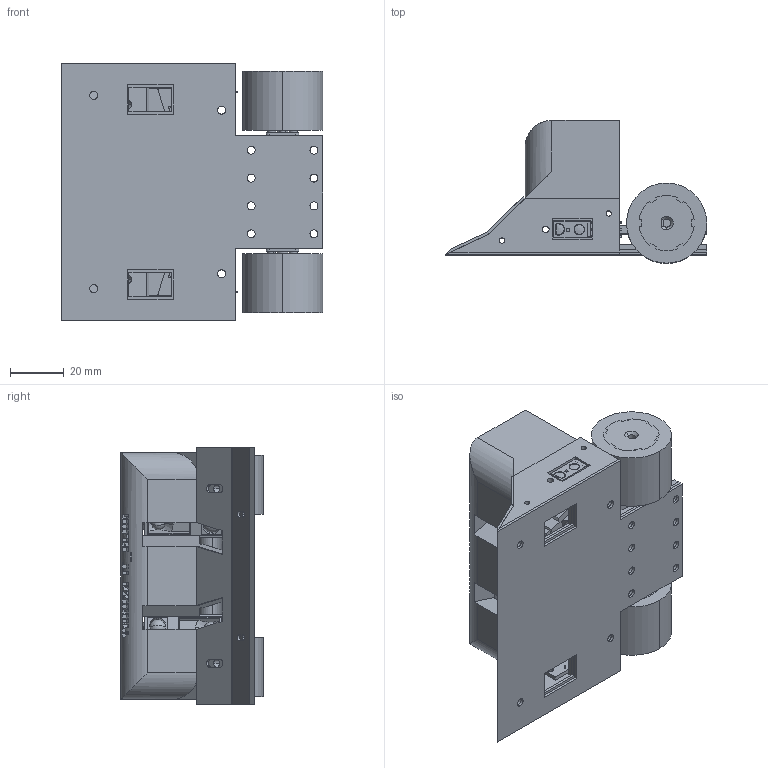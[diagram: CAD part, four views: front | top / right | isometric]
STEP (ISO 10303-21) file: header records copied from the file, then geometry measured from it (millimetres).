
FILE_DESCRIPTION (( 'STEP AP203' ), '1' );
FILE_NAME ('Ñáîðêà2.STEP', '2021-11-24T21:52:48', ( '' ), ( '' ), 'SwSTEP 2.0', 'SolidWorks 2020', '' );
FILE_SCHEMA (( 'CONFIG_CONTROL_DESIGN' ));
Length unit declared in the file: millimetre
Products named in the file (26): Front_panel; Wheel_bild; Subo_blade_1; Sharp GP2Y_Predeterminado; IR Sharp sensor_Predeterminado; Main; Motor Mount_new; Sumo_bot; PCB_Predeterminado; Base_Predeterminado; Header 3-pin; Micro_gear_motor; SensorSharpDigital_Predeterminado; 栖闉罻2; Tire; Motor_Predeterminado; Subo_bot_side_plate_1; PIN3Angulo_Predeterminado; Subo_bot_button_plate_2; GP2Y0D810Z0F sharp; Brazo_Predeterminado; Subo_bot_button_plate_mid
Assembly tree (36 placements, depth 3):
  栖闉罻2
    Sumo_bot
    SensorSharpDigital_Predeterminado
      Base_Predeterminado
      GP2Y0D810Z0F sharp
      PIN3Angulo_Predeterminado
    SensorSharpDigital_Predeterminado
      Base_Predeterminado
      GP2Y0D810Z0F sharp
      PIN3Angulo_Predeterminado
    Subo_bot_button_plate_2
    Subo_bot_side_plate_1  x2
    Subo_blade_1
    IR Sharp sensor_Predeterminado
      Sharp GP2Y_Predeterminado
      Header 3-pin
      PCB_Predeterminado
    IR Sharp sensor_Predeterminado
      Sharp GP2Y_Predeterminado
      Header 3-pin
      PCB_Predeterminado
    Front_panel
    Motor Mount_new
    Micro_gear_motor
      Motor_Predeterminado
      Brazo_Predeterminado
    Micro_gear_motor
      Motor_Predeterminado
      Brazo_Predeterminado
    Wheel_bild
      Main
      Tire
    Wheel_bild
      Main
      Tire
    Subo_bot_button_plate_mid
Bounding box: 97.5 x 53.2 x 96.02 mm (x, y, z)
Volume: 126602.5 mm3; surface area: 99563.2 mm2
Topology: 82 solids, 82 shells, 2300 faces, 5935 edges, 3860 vertices
Faces by surface type: plane 1735, cylinder 493, torus 28, cone 24, bspline 12, sphere 8
Entity records: 46701 total; most frequent: CARTESIAN_POINT 8496, ORIENTED_EDGE 7320, DIRECTION 7114, EDGE_CURVE 3660, VECTOR 2844, LINE 2844, VERTEX_POINT 2389, AXIS2_PLACEMENT_3D 2135
